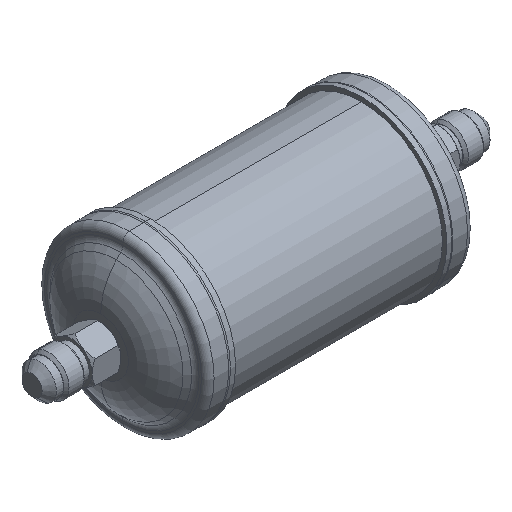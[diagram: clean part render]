
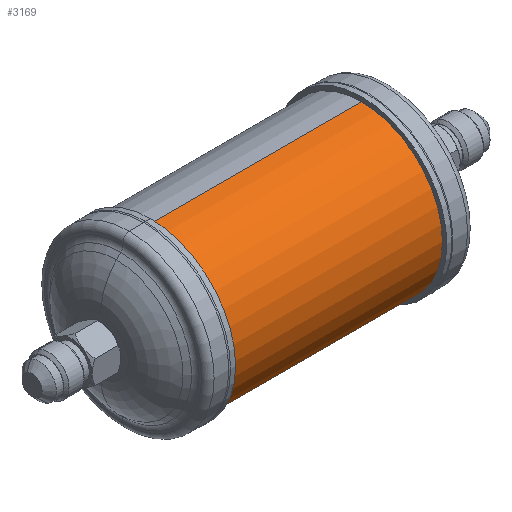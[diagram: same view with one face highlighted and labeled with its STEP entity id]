
A CAD part, isometric view. The second image highlights one B-rep face of the part: STEP entity #3169.
In plain terms, the highlighted cylindrical face has radius 31.75 mm (diameter 63.5 mm), a partial arc.
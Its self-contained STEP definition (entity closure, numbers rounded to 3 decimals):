
#96 = ORIENTED_EDGE ( 'NONE', *, *, #1400, .F. ) ;
#159 = EDGE_CURVE ( 'NONE', #2654, #2446, #1910, .T. ) ;
#233 = DIRECTION ( 'NONE',  ( -1., 0., 0. ) ) ;
#245 = EDGE_CURVE ( 'NONE', #2446, #1535, #3231, .T. ) ;
#249 = CARTESIAN_POINT ( 'NONE',  ( 100., 0., 0. ) ) ;
#525 = CIRCLE ( 'NONE', #2577, 31.75 ) ;
#686 = VECTOR ( 'NONE', #1505, 1000. ) ;
#933 = DIRECTION ( 'NONE',  ( 0., 0., -1. ) ) ;
#1016 = ORIENTED_EDGE ( 'NONE', *, *, #159, .T. ) ;
#1098 = CYLINDRICAL_SURFACE ( 'NONE', #3022, 31.75 ) ;
#1132 = CARTESIAN_POINT ( 'NONE',  ( 92.2, 0., 0. ) ) ;
#1305 = DIRECTION ( 'NONE',  ( -1., 0., 0. ) ) ;
#1345 = CARTESIAN_POINT ( 'NONE',  ( 92.2, 0., 31.75 ) ) ;
#1360 = DIRECTION ( 'NONE',  ( -1., 0., 0. ) ) ;
#1400 = EDGE_CURVE ( 'NONE', #2654, #2538, #2597, .T. ) ;
#1417 = DIRECTION ( 'NONE',  ( 1., 0., 0. ) ) ;
#1505 = DIRECTION ( 'NONE',  ( -1., 0., 0. ) ) ;
#1535 = VERTEX_POINT ( 'NONE', #3517 ) ;
#1607 = CARTESIAN_POINT ( 'NONE',  ( 100., 0., 31.75 ) ) ;
#1641 = DIRECTION ( 'NONE',  ( 0., 0., 1. ) ) ;
#1910 = CIRCLE ( 'NONE', #3168, 31.75 ) ;
#1911 = ORIENTED_EDGE ( 'NONE', *, *, #245, .T. ) ;
#1959 = ORIENTED_EDGE ( 'NONE', *, *, #2867, .T. ) ;
#2195 = DIRECTION ( 'NONE',  ( 0., 0., 1. ) ) ;
#2312 = CARTESIAN_POINT ( 'NONE',  ( 9.2, 0., 0. ) ) ;
#2446 = VERTEX_POINT ( 'NONE', #1345 ) ;
#2538 = VERTEX_POINT ( 'NONE', #2590 ) ;
#2540 = VECTOR ( 'NONE', #1305, 1000. ) ;
#2577 = AXIS2_PLACEMENT_3D ( 'NONE', #2312, #1417, #933 ) ;
#2590 = CARTESIAN_POINT ( 'NONE',  ( 9.2, 0., -31.75 ) ) ;
#2597 = LINE ( 'NONE', #2617, #686 ) ;
#2617 = CARTESIAN_POINT ( 'NONE',  ( 100., 0., -31.75 ) ) ;
#2654 = VERTEX_POINT ( 'NONE', #3509 ) ;
#2843 = EDGE_LOOP ( 'NONE', ( #96, #1016, #1911, #1959 ) ) ;
#2867 = EDGE_CURVE ( 'NONE', #1535, #2538, #525, .T. ) ;
#3006 = FACE_OUTER_BOUND ( 'NONE', #2843, .T. ) ;
#3022 = AXIS2_PLACEMENT_3D ( 'NONE', #249, #233, #1641 ) ;
#3168 = AXIS2_PLACEMENT_3D ( 'NONE', #1132, #1360, #2195 ) ;
#3169 = ADVANCED_FACE ( 'NONE', ( #3006 ), #1098, .T. ) ;
#3231 = LINE ( 'NONE', #1607, #2540 ) ;
#3509 = CARTESIAN_POINT ( 'NONE',  ( 92.2, 0., -31.75 ) ) ;
#3517 = CARTESIAN_POINT ( 'NONE',  ( 9.2, 0., 31.75 ) ) ;
